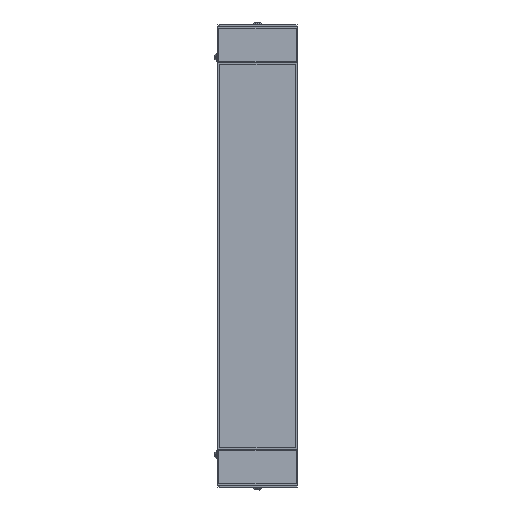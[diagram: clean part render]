
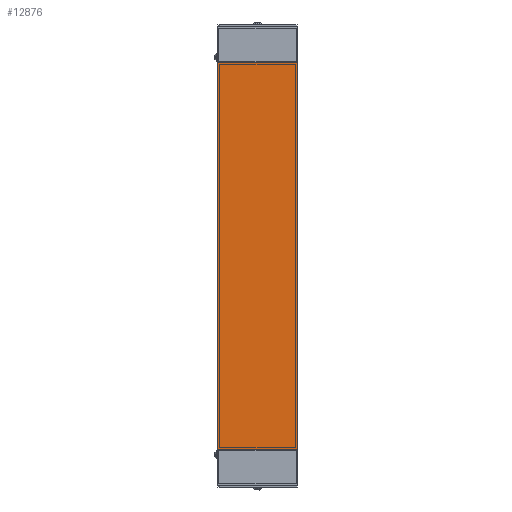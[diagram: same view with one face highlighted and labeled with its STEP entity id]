
A CAD part, left-side view. The second image highlights one B-rep face of the part: STEP entity #12876.
In plain terms, the highlighted planar face has unit normal (-1, 0, 0).
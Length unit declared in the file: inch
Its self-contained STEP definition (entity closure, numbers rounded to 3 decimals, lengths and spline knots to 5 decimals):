
#310 = EDGE_CURVE ( 'NONE', #40305, #31901, #15286, .T. ) ;
#1831 = DIRECTION ( 'NONE',  ( 0., 0., -1. ) ) ;
#2796 = ORIENTED_EDGE ( 'NONE', *, *, #41742, .F. ) ;
#3606 = DIRECTION ( 'NONE',  ( 0., 1., 0. ) ) ;
#3810 = CARTESIAN_POINT ( 'NONE',  ( -15.70866, -1.92913, 5.49213 ) ) ;
#3939 = LINE ( 'NONE', #14067, #36928 ) ;
#4289 = EDGE_CURVE ( 'NONE', #22896, #29079, #42111, .T. ) ;
#5376 = DIRECTION ( 'NONE',  ( 0., 0., 1. ) ) ;
#5518 = DIRECTION ( 'NONE',  ( 0., -1., 0. ) ) ;
#7517 = VECTOR ( 'NONE', #5518, 39.37008 ) ;
#10029 = FACE_OUTER_BOUND ( 'NONE', #22851, .T. ) ;
#12876 = ADVANCED_FACE ( 'NONE', ( #10029 ), #29016, .F. ) ;
#13949 = DIRECTION ( 'NONE',  ( 1., 0., 0. ) ) ;
#14067 = CARTESIAN_POINT ( 'NONE',  ( -15.70866, 0., -13.36614 ) ) ;
#15286 = LINE ( 'NONE', #21603, #37551 ) ;
#19637 = CARTESIAN_POINT ( 'NONE',  ( -15.70866, -1.92913, -13.36614 ) ) ;
#21603 = CARTESIAN_POINT ( 'NONE',  ( -15.70866, -1.92913, -3.93701 ) ) ;
#21715 = ORIENTED_EDGE ( 'NONE', *, *, #4289, .F. ) ;
#22566 = EDGE_CURVE ( 'NONE', #31901, #22896, #3939, .T. ) ;
#22851 = EDGE_LOOP ( 'NONE', ( #2796, #21715, #24881, #39800 ) ) ;
#22896 = VERTEX_POINT ( 'NONE', #35354 ) ;
#24881 = ORIENTED_EDGE ( 'NONE', *, *, #22566, .F. ) ;
#28668 = CARTESIAN_POINT ( 'NONE',  ( -15.70866, 0., 5.49213 ) ) ;
#29016 = PLANE ( 'NONE',  #38076 ) ;
#29079 = VERTEX_POINT ( 'NONE', #30018 ) ;
#29794 = VECTOR ( 'NONE', #5376, 39.37008 ) ;
#30018 = CARTESIAN_POINT ( 'NONE',  ( -15.70866, 1.92913, 5.49213 ) ) ;
#31901 = VERTEX_POINT ( 'NONE', #19637 ) ;
#32272 = CARTESIAN_POINT ( 'NONE',  ( -15.70866, 1.92913, -3.93701 ) ) ;
#35354 = CARTESIAN_POINT ( 'NONE',  ( -15.70866, 1.92913, -13.36614 ) ) ;
#36336 = LINE ( 'NONE', #28668, #7517 ) ;
#36928 = VECTOR ( 'NONE', #43159, 39.37008 ) ;
#37551 = VECTOR ( 'NONE', #1831, 39.37008 ) ;
#38076 = AXIS2_PLACEMENT_3D ( 'NONE', #40161, #13949, #3606 ) ;
#39800 = ORIENTED_EDGE ( 'NONE', *, *, #310, .F. ) ;
#40161 = CARTESIAN_POINT ( 'NONE',  ( -15.70866, 0., -3.93701 ) ) ;
#40305 = VERTEX_POINT ( 'NONE', #3810 ) ;
#41742 = EDGE_CURVE ( 'NONE', #29079, #40305, #36336, .T. ) ;
#42111 = LINE ( 'NONE', #32272, #29794 ) ;
#43159 = DIRECTION ( 'NONE',  ( 0., 1., 0. ) ) ;
